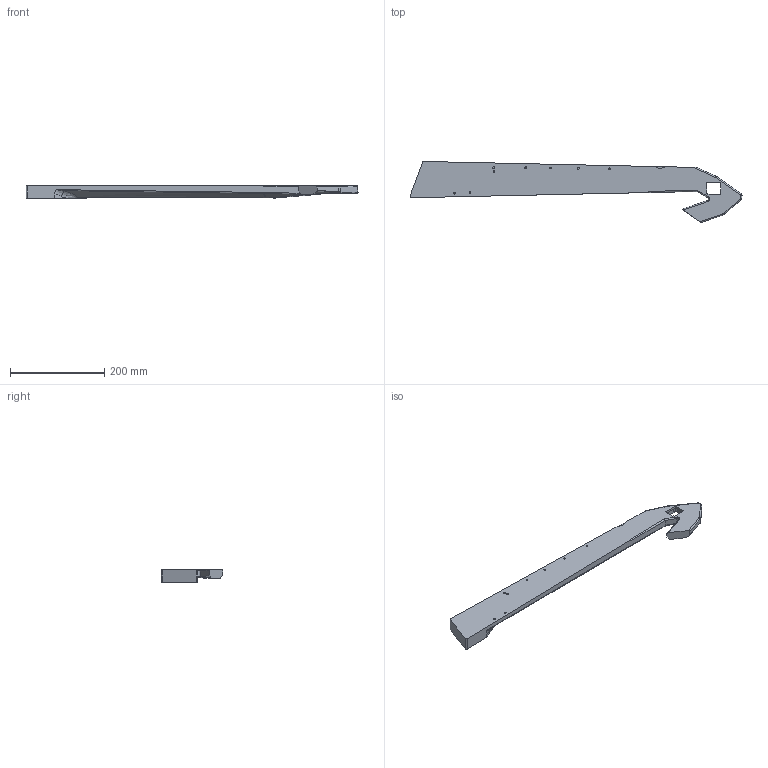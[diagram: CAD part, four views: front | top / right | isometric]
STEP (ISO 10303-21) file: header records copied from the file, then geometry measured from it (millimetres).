
FILE_DESCRIPTION(/* description */ (''),/* implementation_level */ '2;1');
FILE_NAME(/* name */ '8-string-neck.stp',/* time_stamp */ '2020-02-08T12:41:30-08:00',/* author */ ('valer'),/* organization */ (''),/* preprocessor_version */ 'ST-DEVELOPER v18',/* originating_system */ 'Autodesk Inventor 2020',/* authorisation */ '');
FILE_SCHEMA (('AUTOMOTIVE_DESIGN { 1 0 10303 214 3 1 1 }'));
Length unit declared in the file: inch
Products named in the file (1): switchback
Bounding box: 705.71 x 129.85 x 26.67 mm (x, y, z)
Volume: 967416.2 mm3; surface area: 121574.7 mm2
Topology: 1 solids, 1 shells, 159 faces, 393 edges, 248 vertices
Faces by surface type: cylinder 63, plane 57, bspline 33, sphere 3, torus 3
Full cylindrical faces by diameter (mm): 1.27 x4, 3.81 x8
Entity records: 5469 total; most frequent: CARTESIAN_POINT 1701, ORIENTED_EDGE 786, DIRECTION 768, EDGE_CURVE 393, AXIS2_PLACEMENT_3D 296, VERTEX_POINT 248, LINE 176, VECTOR 176
